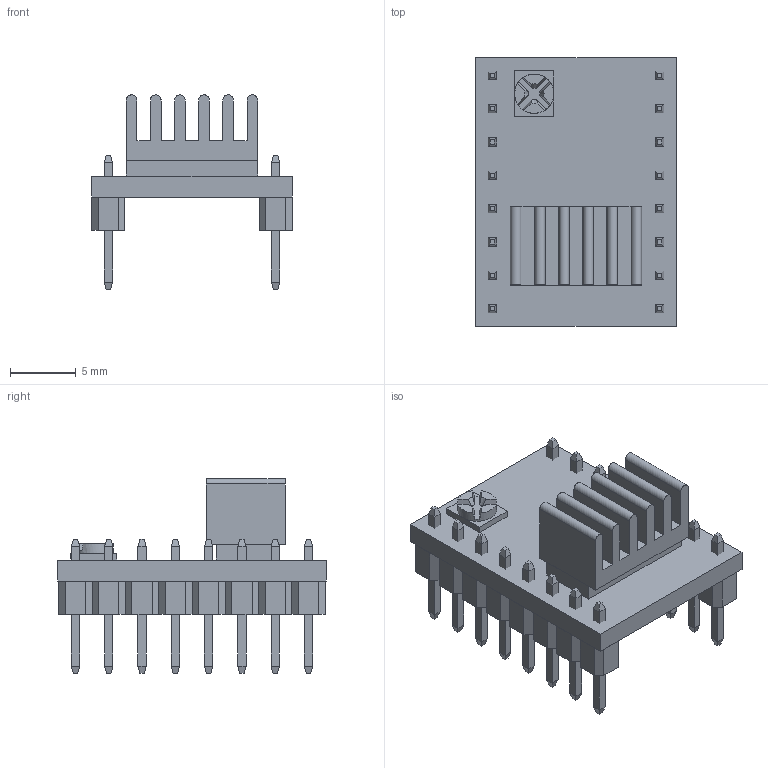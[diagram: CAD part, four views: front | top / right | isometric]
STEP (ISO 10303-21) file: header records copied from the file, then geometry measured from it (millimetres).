
FILE_DESCRIPTION(/* description */ (''),/* implementation_level */ '2;1');
FILE_NAME(/* name */ 'Pololu_Breakout.step',/* time_stamp */ '2019-08-11T16:38:46+02:00',/* author */ (''),/* organization */ (''),/* preprocessor_version */ 'ST-DEVELOPER v18',/* originating_system */ 'Autodesk Translation Framework v8.2.0.1029',/* authorisation */ '');
FILE_SCHEMA (('AUTOMOTIVE_DESIGN { 1 0 10303 214 3 1 1 }'));
Length unit declared in the file: millimetre
Products named in the file (24): (Unsaved); Component23; DRV8825 (17); DRV8825 (10); DRV8825 (5); DRV8825 (20); DRV8825 (11); DRV8825 (12); DRV8825 (7); DRV8825 (9); DRV8825 (14); DRV8825 (8); DRV8825 (6); DRV8825 (2); DRV8825 (3); DRV8825; DRV8825 (1); DRV8825 (4); DRV8825 (13); DRV8825 (15); DRV8825 (21); DRV8825 (18); DRV8825 (19); DRV8825 (16)
Assembly tree (23 placements, depth 3):
  (Unsaved)
    Component23
      DRV8825 (17)
      DRV8825 (10)
      DRV8825 (5)
      DRV8825 (20)
      DRV8825 (11)
      DRV8825 (12)
      DRV8825 (7)
      DRV8825 (9)
      DRV8825 (14)
      DRV8825 (8)
      DRV8825 (6)
      DRV8825 (2)
      DRV8825 (3)
      DRV8825
      DRV8825 (1)
      DRV8825 (4)
      DRV8825 (13)
      DRV8825 (15)
      DRV8825 (21)
      DRV8825 (18)
      DRV8825 (19)
      DRV8825 (16)
Bounding box: 15.3 x 20.5 x 14.83 mm (x, y, z)
Volume: 1059 mm3; surface area: 2203 mm2
Topology: 22 solids, 22 shells, 391 faces, 911 edges, 564 vertices
Faces by surface type: plane 380, bspline 6, cone 4, cylinder 1
Full cylindrical faces by diameter (mm): 3 x1
Entity records: 11682 total; most frequent: CARTESIAN_POINT 2111, ORIENTED_EDGE 1822, DIRECTION 1791, EDGE_CURVE 911, LINE 871, VECTOR 871, VERTEX_POINT 564, AXIS2_PLACEMENT_3D 460
